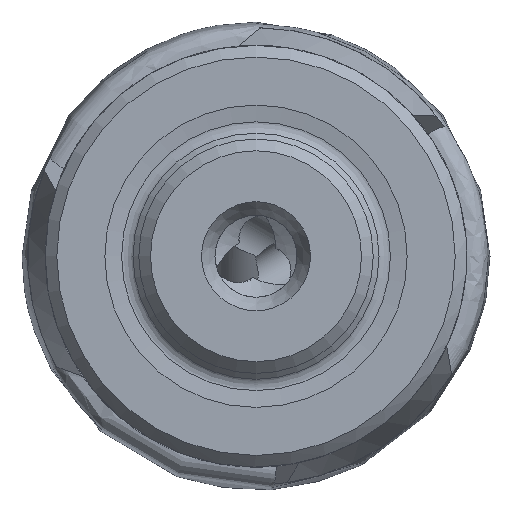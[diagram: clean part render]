
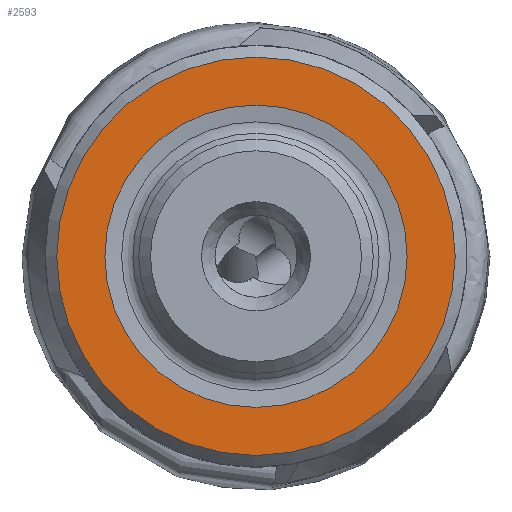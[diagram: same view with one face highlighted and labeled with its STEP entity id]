
A CAD part, left-side view. The second image highlights one B-rep face of the part: STEP entity #2593.
In plain terms, the highlighted planar face has unit normal (-1, 0, 0).
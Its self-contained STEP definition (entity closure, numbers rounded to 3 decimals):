
#273 = DIRECTION ( 'NONE',  ( -1., 0., 0. ) ) ;
#552 = VERTEX_POINT ( 'NONE', #2006 ) ;
#673 = AXIS2_PLACEMENT_3D ( 'NONE', #1994, #697, #3780 ) ;
#697 = DIRECTION ( 'NONE',  ( -1., 0., 0. ) ) ;
#1167 = FACE_BOUND ( 'NONE', #2910, .T. ) ;
#1473 = DIRECTION ( 'NONE',  ( 1., 0., 0. ) ) ;
#1654 = EDGE_CURVE ( 'NONE', #552, #552, #4546, .T. ) ;
#1994 = CARTESIAN_POINT ( 'NONE',  ( -26.45, 6.45, 0. ) ) ;
#2006 = CARTESIAN_POINT ( 'NONE',  ( -26.45, 0., -6.45 ) ) ;
#2353 = FACE_OUTER_BOUND ( 'NONE', #3513, .T. ) ;
#2593 = ADVANCED_FACE ( 'NONE', ( #2353, #1167 ), #5534, .T. ) ;
#2886 = CIRCLE ( 'NONE', #5298, 8.5 ) ;
#2898 = CARTESIAN_POINT ( 'NONE',  ( -26.45, 0., 0. ) ) ;
#2910 = EDGE_LOOP ( 'NONE', ( #4030 ) ) ;
#3168 = EDGE_CURVE ( 'NONE', #4977, #4977, #2886, .T. ) ;
#3343 = CARTESIAN_POINT ( 'NONE',  ( -26.45, 0., 8.5 ) ) ;
#3348 = DIRECTION ( 'NONE',  ( 0., 0., 1. ) ) ;
#3513 = EDGE_LOOP ( 'NONE', ( #4647 ) ) ;
#3780 = DIRECTION ( 'NONE',  ( 0., 0., 1. ) ) ;
#4030 = ORIENTED_EDGE ( 'NONE', *, *, #1654, .T. ) ;
#4127 = CARTESIAN_POINT ( 'NONE',  ( -26.45, 0., 0. ) ) ;
#4482 = AXIS2_PLACEMENT_3D ( 'NONE', #4127, #1473, #4572 ) ;
#4546 = CIRCLE ( 'NONE', #4482, 6.45 ) ;
#4572 = DIRECTION ( 'NONE',  ( 0., 0., -1. ) ) ;
#4647 = ORIENTED_EDGE ( 'NONE', *, *, #3168, .T. ) ;
#4977 = VERTEX_POINT ( 'NONE', #3343 ) ;
#5298 = AXIS2_PLACEMENT_3D ( 'NONE', #2898, #273, #3348 ) ;
#5534 = PLANE ( 'NONE',  #673 ) ;
